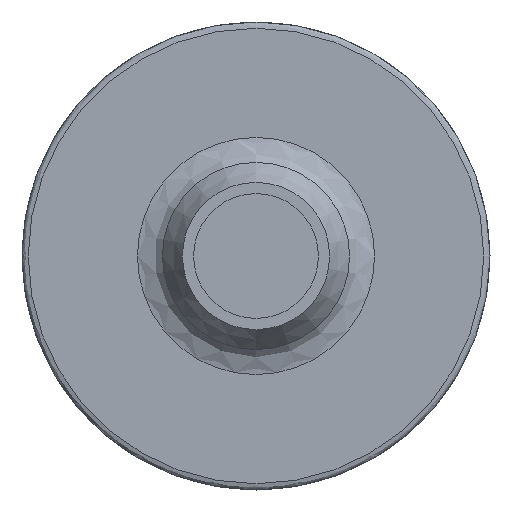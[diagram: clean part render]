
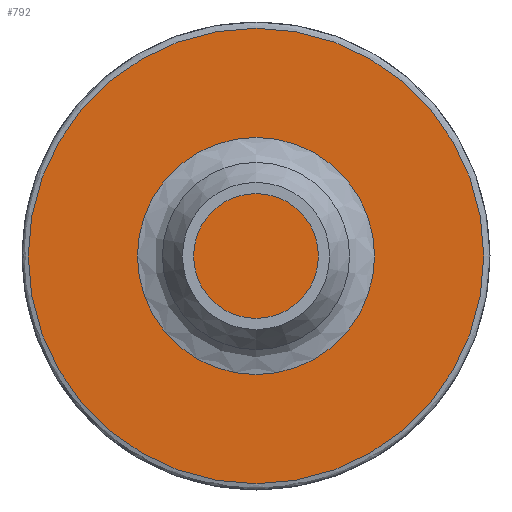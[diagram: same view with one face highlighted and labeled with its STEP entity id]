
A CAD part, front view. The second image highlights one B-rep face of the part: STEP entity #792.
In plain terms, the highlighted planar face has unit normal (0, -1, 0).
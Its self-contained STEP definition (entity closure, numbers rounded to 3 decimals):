
#673 = SURFACE_OF_REVOLUTION('',#674,#679);
#674 = CIRCLE('',#675,0.254);
#675 = AXIS2_PLACEMENT_3D('',#676,#677,#678);
#676 = CARTESIAN_POINT('',(0.,-4.064,9.271));
#677 = DIRECTION('',(1.,0.,0.));
#678 = DIRECTION('',(0.,1.,0.));
#679 = AXIS1_PLACEMENT('',#680,#681);
#680 = CARTESIAN_POINT('',(0.,0.,0.));
#681 = DIRECTION('',(0.,-1.,0.));
#743 = VERTEX_POINT('',#744);
#744 = CARTESIAN_POINT('',(0.,-4.318,9.271));
#767 = EDGE_CURVE('',#743,#743,#768,.T.);
#768 = SURFACE_CURVE('',#769,(#774,#780),.PCURVE_S1.);
#769 = CIRCLE('',#770,9.271);
#770 = AXIS2_PLACEMENT_3D('',#771,#772,#773);
#771 = CARTESIAN_POINT('',(0.,-4.318,0.));
#772 = DIRECTION('',(0.,-1.,0.));
#773 = DIRECTION('',(0.,0.,1.));
#774 = PCURVE('',#673,#775);
#775 = DEFINITIONAL_REPRESENTATION('',(#776),#779);
#776 = B_SPLINE_CURVE_WITH_KNOTS('',1,(#777,#778),.UNSPECIFIED.,.F.,.F.,
  (2,2),(0.,6.283),.PIECEWISE_BEZIER_KNOTS.);
#777 = CARTESIAN_POINT('',(0.,3.142));
#778 = CARTESIAN_POINT('',(6.283,3.142));
#779 = ( GEOMETRIC_REPRESENTATION_CONTEXT(2) 
PARAMETRIC_REPRESENTATION_CONTEXT() REPRESENTATION_CONTEXT('2D SPACE',''
  ) );
#780 = PCURVE('',#781,#786);
#781 = PLANE('',#782);
#782 = AXIS2_PLACEMENT_3D('',#783,#784,#785);
#783 = CARTESIAN_POINT('',(0.,-4.318,0.));
#784 = DIRECTION('',(-0.,-1.,0.));
#785 = DIRECTION('',(0.,0.,-1.));
#786 = DEFINITIONAL_REPRESENTATION('',(#787),#791);
#787 = CIRCLE('',#788,9.271);
#788 = AXIS2_PLACEMENT_2D('',#789,#790);
#789 = CARTESIAN_POINT('',(0.,0.));
#790 = DIRECTION('',(-1.,0.));
#791 = ( GEOMETRIC_REPRESENTATION_CONTEXT(2) 
PARAMETRIC_REPRESENTATION_CONTEXT() REPRESENTATION_CONTEXT('2D SPACE',''
  ) );
#792 = ADVANCED_FACE('',(#793),#781,.T.);
#793 = FACE_BOUND('',#794,.T.);
#794 = EDGE_LOOP('',(#795));
#795 = ORIENTED_EDGE('',*,*,#767,.T.);
